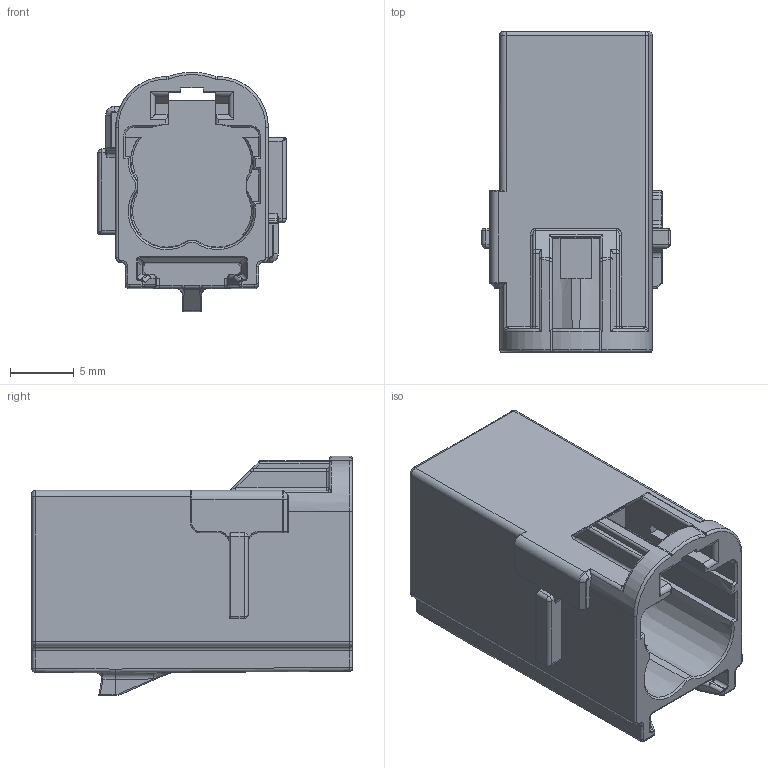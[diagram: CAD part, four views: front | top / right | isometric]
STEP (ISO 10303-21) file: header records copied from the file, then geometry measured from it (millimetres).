
FILE_DESCRIPTION(/* description */ (''),/* implementation_level */ '2;1');
FILE_NAME(/* name */ '35602594-Code A_x_t.stp',/* time_stamp */ '2023-07-20T19:08:44+08:00',/* author */ (''),/* organization */ (''),/* preprocessor_version */ 'ST-DEVELOPER v16',/* originating_system */ 'SIEMENS PLM Software NX 11.0',/* authorisation */ '');
FILE_SCHEMA (('AUTOMOTIVE_DESIGN { 1 0 10303 214 3 1 1 1 }'));
Length unit declared in the file: millimetre
Products named in the file (2): 35602594-Code A_id6_x_t; 35602594-Code A_x_t
Assembly tree (1 placements, depth 2):
  35602594-Code A_x_t
    35602594-Code A_id6_x_t
Bounding box: 14.8 x 25.23 x 18.84 mm (x, y, z)
Volume: 3316.4 mm3; surface area: 2248.3 mm2
Topology: 1 solids, 1 shells, 580 faces, 1451 edges, 863 vertices
Faces by surface type: plane 226, cylinder 212, bspline 61, torus 44, sphere 19, cone 18
Full cylindrical faces by diameter (mm): 0.675 x1
Entity records: 18367 total; most frequent: CARTESIAN_POINT 4751, DIRECTION 2875, ORIENTED_EDGE 2856, EDGE_CURVE 1428, AXIS2_PLACEMENT_3D 1045, VERTEX_POINT 864, LINE 785, VECTOR 785
